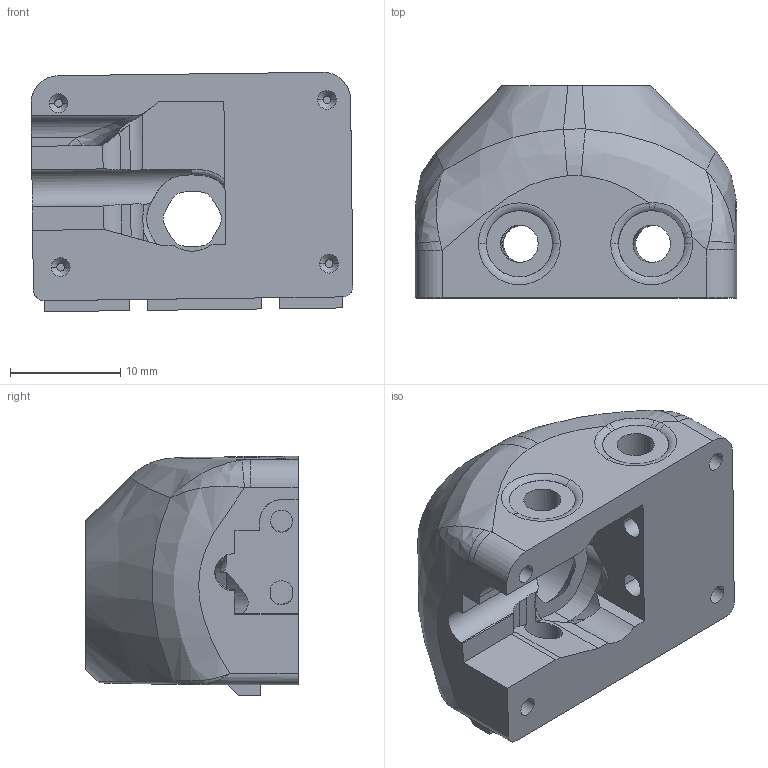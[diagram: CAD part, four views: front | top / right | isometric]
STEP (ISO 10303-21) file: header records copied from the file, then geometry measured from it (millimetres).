
FILE_DESCRIPTION (( 'STEP AP214' ), '1' );
FILE_NAME ('z_endstop_body_short_7mmOD_bearing.STEP', '2021-09-13T17:32:53', ( '' ), ( '' ), 'SwSTEP 2.0', 'SolidWorks 2021', '' );
FILE_SCHEMA (( 'AUTOMOTIVE_DESIGN' ));
Length unit declared in the file: millimetre
Products named in the file (1): z_endstop_body_short_7mmOD_bearing
Bounding box: 29.21 x 19.25 x 21.72 mm (x, y, z)
Volume: 6983.8 mm3; surface area: 3571.6 mm2
Topology: 1 solids, 1 shells, 130 faces, 342 edges, 214 vertices
Faces by surface type: plane 51, bspline 33, cylinder 27, cone 14, torus 5
Entity records: 8029 total; most frequent: CARTESIAN_POINT 5076, ORIENTED_EDGE 676, DIRECTION 515, EDGE_CURVE 338, VERTEX_POINT 214, AXIS2_PLACEMENT_3D 186, LINE 143, VECTOR 143
